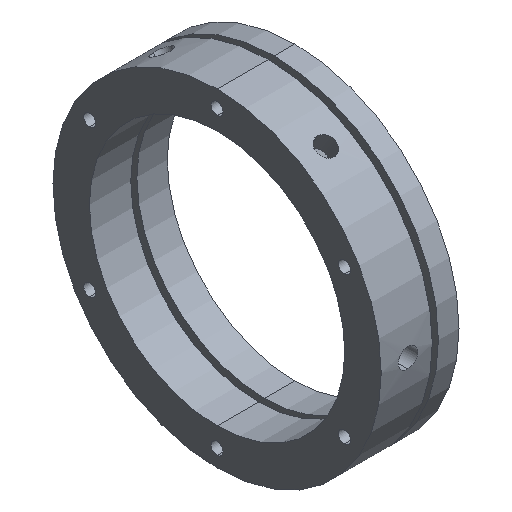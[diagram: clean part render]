
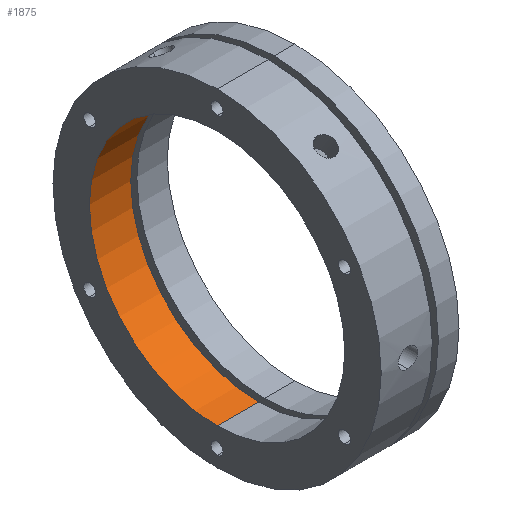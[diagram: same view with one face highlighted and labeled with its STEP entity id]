
A CAD part, isometric view. The second image highlights one B-rep face of the part: STEP entity #1875.
In plain terms, the highlighted cylindrical face has radius 52.5 mm (diameter 105 mm), a partial arc.
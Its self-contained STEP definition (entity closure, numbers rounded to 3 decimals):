
#401 = VECTOR ( 'NONE', #3715, 1000. ) ;
#403 = LINE ( 'NONE', #3717, #401 ) ;
#404 = VECTOR ( 'NONE', #3716, 1000. ) ;
#409 = LINE ( 'NONE', #3708, #404 ) ;
#622 = EDGE_CURVE ( 'NONE', #2093, #2094, #1196, .T. ) ;
#769 = AXIS2_PLACEMENT_3D ( 'NONE', #2891, #2889, #2887 ) ;
#1007 = EDGE_CURVE ( 'NONE', #2118, #2095, #4497, .T. ) ;
#1042 = ORIENTED_EDGE ( 'NONE', *, *, #1007, .F. ) ;
#1115 = ORIENTED_EDGE ( 'NONE', *, *, #622, .F. ) ;
#1141 = ORIENTED_EDGE ( 'NONE', *, *, #4302, .F. ) ;
#1196 = CIRCLE ( 'NONE', #4314, 52.5 ) ;
#1280 = ORIENTED_EDGE ( 'NONE', *, *, #4304, .T. ) ;
#1455 = CARTESIAN_POINT ( 'NONE',  ( 17., 0., 0. ) ) ;
#1456 = DIRECTION ( 'NONE',  ( -1., 0., 0. ) ) ;
#1457 = DIRECTION ( 'NONE',  ( 0., 0., -1. ) ) ;
#1662 = CARTESIAN_POINT ( 'NONE',  ( 0., 0., 0. ) ) ;
#1663 = DIRECTION ( 'NONE',  ( 1., 0., 0. ) ) ;
#1664 = DIRECTION ( 'NONE',  ( 0., 0., -1. ) ) ;
#1875 = ADVANCED_FACE ( 'NONE', ( #4261 ), #4175, .F. ) ;
#2093 = VERTEX_POINT ( 'NONE', #3263 ) ;
#2094 = VERTEX_POINT ( 'NONE', #3264 ) ;
#2095 = VERTEX_POINT ( 'NONE', #3265 ) ;
#2118 = VERTEX_POINT ( 'NONE', #3288 ) ;
#2165 = EDGE_LOOP ( 'NONE', ( #1141, #1042, #1280, #1115 ) ) ;
#2720 = AXIS2_PLACEMENT_3D ( 'NONE', #1662, #1663, #1664 ) ;
#2887 = DIRECTION ( 'NONE',  ( 0., 0., -1. ) ) ;
#2889 = DIRECTION ( 'NONE',  ( 1., 0., 0. ) ) ;
#2891 = CARTESIAN_POINT ( 'NONE',  ( 16., 0., 0. ) ) ;
#3263 = CARTESIAN_POINT ( 'NONE',  ( 17., 0., 52.5 ) ) ;
#3264 = CARTESIAN_POINT ( 'NONE',  ( 17., 0., -52.5 ) ) ;
#3265 = CARTESIAN_POINT ( 'NONE',  ( 0., 0., 52.5 ) ) ;
#3288 = CARTESIAN_POINT ( 'NONE',  ( 0., 0., -52.5 ) ) ;
#3708 = CARTESIAN_POINT ( 'NONE',  ( 16., 0., 52.5 ) ) ;
#3715 = DIRECTION ( 'NONE',  ( 1., 0., 0. ) ) ;
#3716 = DIRECTION ( 'NONE',  ( 1., 0., 0. ) ) ;
#3717 = CARTESIAN_POINT ( 'NONE',  ( 16., 0., -52.5 ) ) ;
#4175 = CYLINDRICAL_SURFACE ( 'NONE', #769, 52.5 ) ;
#4261 = FACE_OUTER_BOUND ( 'NONE', #2165, .T. ) ;
#4302 = EDGE_CURVE ( 'NONE', #2095, #2093, #409, .T. ) ;
#4304 = EDGE_CURVE ( 'NONE', #2118, #2094, #403, .T. ) ;
#4314 = AXIS2_PLACEMENT_3D ( 'NONE', #1455, #1456, #1457 ) ;
#4497 = CIRCLE ( 'NONE', #2720, 52.5 ) ;
